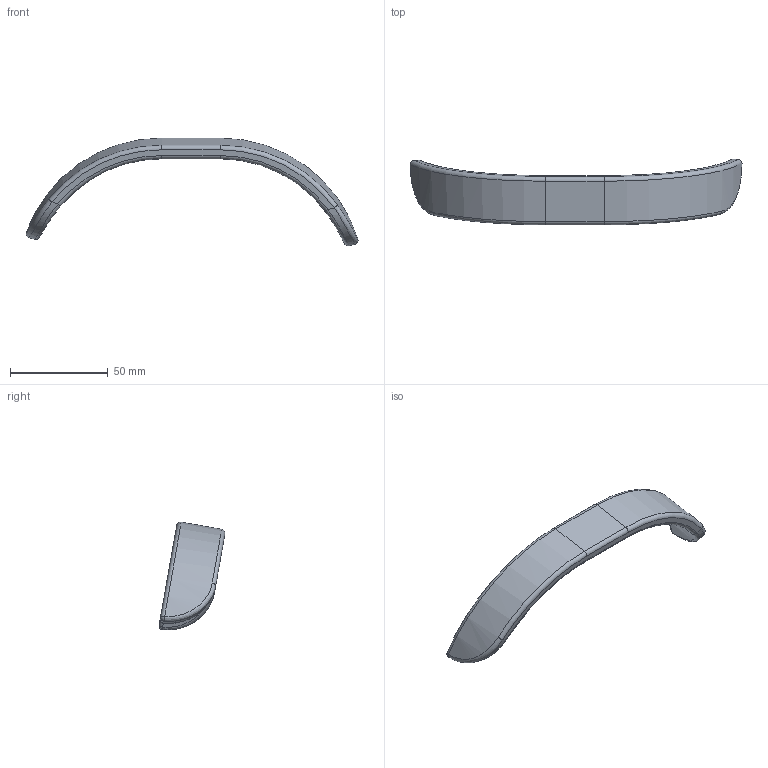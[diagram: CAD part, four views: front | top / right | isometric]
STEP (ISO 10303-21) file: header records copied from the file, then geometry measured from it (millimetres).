
FILE_DESCRIPTION(/* description */ (''),/* implementation_level */ '2;1');
FILE_NAME(/* name */ 'LSVE-Back Strap.step',/* time_stamp */ '2020-10-28T09:18:23-05:00',/* author */ (''),/* organization */ (''),/* preprocessor_version */ 'ST-DEVELOPER v18.1',/* originating_system */ 'Autodesk Translation Framework v9.3.0.1241',/* authorisation */ '');
FILE_SCHEMA (('AUTOMOTIVE_DESIGN { 1 0 10303 214 3 1 1 }'));
Length unit declared in the file: millimetre
Products named in the file (1): LSVE-Back Strap
Bounding box: 169.93 x 33.69 x 55.19 mm (x, y, z)
Volume: 34074.8 mm3; surface area: 12308.5 mm2
Topology: 1 solids, 1 shells, 32 faces, 66 edges, 36 vertices
Faces by surface type: cylinder 12, torus 8, sphere 4, bspline 4, plane 4
Entity records: 1048 total; most frequent: CARTESIAN_POINT 333, DIRECTION 156, ORIENTED_EDGE 132, AXIS2_PLACEMENT_3D 69, EDGE_CURVE 66, CIRCLE 40, VERTEX_POINT 36, FACE_OUTER_BOUND 32
